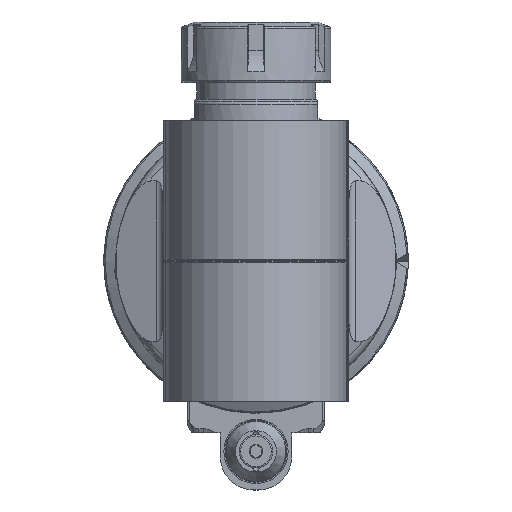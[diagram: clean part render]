
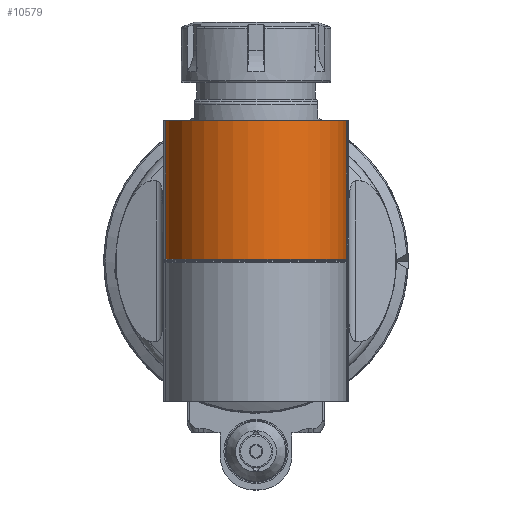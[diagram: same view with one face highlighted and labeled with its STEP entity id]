
A CAD part, front view. The second image highlights one B-rep face of the part: STEP entity #10579.
In plain terms, the highlighted cylindrical face has radius 38 mm (diameter 76 mm), a partial arc.
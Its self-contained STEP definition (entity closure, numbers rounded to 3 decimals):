
#509=CYLINDRICAL_SURFACE('',#11657,38.);
#1076=CIRCLE('',#11630,38.);
#1094=CIRCLE('',#11658,38.);
#1646=FACE_OUTER_BOUND('',#2327,.T.);
#2327=EDGE_LOOP('',(#8997,#8998,#8999,#9000));
#3230=LINE('',#32825,#3914);
#3231=LINE('',#32829,#3915);
#3914=VECTOR('',#14159,58.334);
#3915=VECTOR('',#14164,58.334);
#4822=VERTEX_POINT('',#32223);
#4823=VERTEX_POINT('',#32225);
#4916=VERTEX_POINT('',#32823);
#4917=VERTEX_POINT('',#32827);
#6232=EDGE_CURVE('',#4823,#4822,#1076,.T.);
#6339=EDGE_CURVE('',#4822,#4916,#3230,.T.);
#6340=EDGE_CURVE('',#4917,#4916,#1094,.T.);
#6341=EDGE_CURVE('',#4917,#4823,#3231,.T.);
#8997=ORIENTED_EDGE('',*,*,#6339,.T.);
#8998=ORIENTED_EDGE('',*,*,#6340,.F.);
#8999=ORIENTED_EDGE('',*,*,#6341,.T.);
#9000=ORIENTED_EDGE('',*,*,#6232,.T.);
#10579=ADVANCED_FACE('',(#1646),#509,.T.);
#11630=AXIS2_PLACEMENT_3D('',#32226,#14069,#14070);
#11657=AXIS2_PLACEMENT_3D('',#32826,#14160,#14161);
#11658=AXIS2_PLACEMENT_3D('',#32828,#14162,#14163);
#14069=DIRECTION('center_axis',(0.,1.,0.));
#14070=DIRECTION('ref_axis',(0.087,0.,0.996));
#14159=DIRECTION('',(0.,1.,0.));
#14160=DIRECTION('center_axis',(0.,1.,0.));
#14161=DIRECTION('ref_axis',(1.,0.,0.));
#14162=DIRECTION('center_axis',(0.,1.,0.));
#14163=DIRECTION('ref_axis',(0.087,0.,0.996));
#14164=DIRECTION('',(0.,-1.,0.));
#32223=CARTESIAN_POINT('',(191.812,-59.,-37.855));
#32225=CARTESIAN_POINT('',(191.812,-59.,37.855));
#32226=CARTESIAN_POINT('Origin',(188.5,-59.,0.));
#32823=CARTESIAN_POINT('',(191.812,-0.666,-37.855));
#32825=CARTESIAN_POINT('',(191.812,-59.,-37.855));
#32826=CARTESIAN_POINT('Origin',(188.5,-70.8,0.));
#32827=CARTESIAN_POINT('',(191.812,-0.666,37.855));
#32828=CARTESIAN_POINT('Origin',(188.5,-0.666,0.));
#32829=CARTESIAN_POINT('',(191.812,-0.666,37.855));
